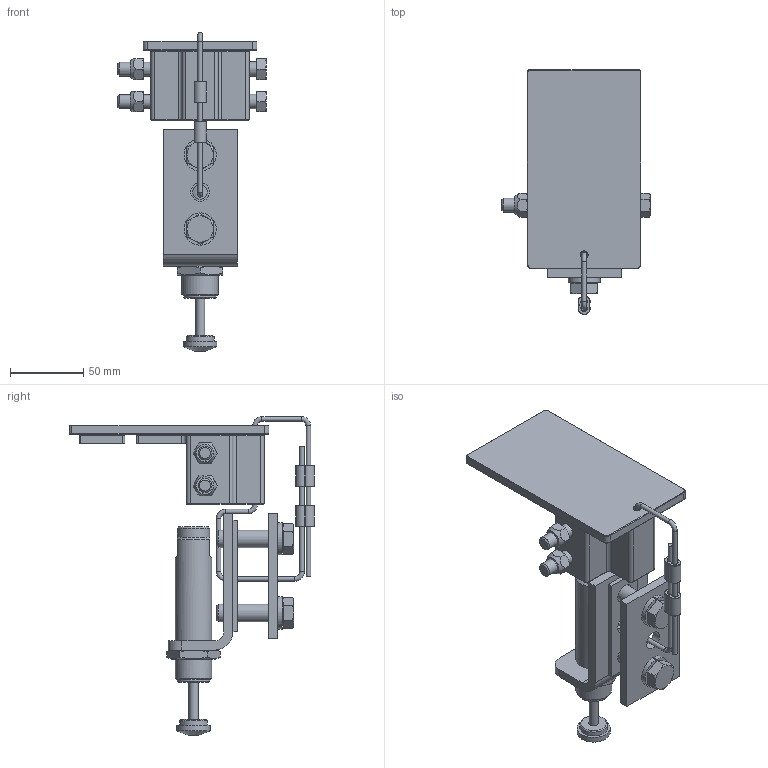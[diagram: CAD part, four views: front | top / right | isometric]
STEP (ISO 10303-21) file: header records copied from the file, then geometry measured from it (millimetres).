
FILE_DESCRIPTION((''),'2;1');
FILE_NAME('25134.stp','2011-03-08T08:32:00',('jholman'),(''),'Autodesk Inventor 2009','Autodesk Inventor 2009','');
FILE_SCHEMA(('AUTOMOTIVE_DESIGN { 1 0 10303 214 1 1 1 1 }'));
Length unit declared in the file: inch
Products named in the file (16): 3D11ZBG4D; 3D1146G4B; 3D1156G4C; 3D1183E4C; Hex Bolt - UNC (Regular Thread - Inch) 3/8-16 UNC - 3.75; Prevailing Torque Type Hex Nut - Inch (IFI) 3/8 - 16 Top Insert Type; 3D11Q5G4B; 3D11L5G4B; 3D11M5G4A; 3D11N5G4B; 3D11O5G4A; 3D11P5G4B; Regular Helical Spring Lock Washer (Inch) 1/2; Hex Cap Screw - Metric M12 x 45; 3D1126G4A; 3D11KKB4A
Assembly tree (20 placements, depth 5):
  3D11ZBG4D
    3D1146G4B
      3D1156G4C
        3D1183E4C
        Hex Bolt - UNC (Regular Thread - Inch) 3/8-16 UNC - 3.75  x2
        Prevailing Torque Type Hex Nut - Inch (IFI) 3/8 - 16 Top Insert Type  x2
      3D11Q5G4B
        3D11L5G4B
        3D11M5G4A
        3D11N5G4B
          3D11O5G4A
          3D11P5G4B
        Regular Helical Spring Lock Washer (Inch) 1/2  x2
        Hex Cap Screw - Metric M12 x 45  x2
      3D1126G4A
      3D11KKB4A  x2
Bounding box: 101.6 x 167.68 x 218.32 mm (x, y, z)
Volume: 356700.7 mm3; surface area: 102292.1 mm2
Topology: 16 solids, 16 shells, 464 faces, 1023 edges, 597 vertices
Faces by surface type: plane 153, cylinder 134, torus 73, cone 59, bspline 41, sphere 4
Full cylindrical faces by diameter (mm): 3.175 x7, 6.378 x1, 9.525 x2, 9.855 x2, 12 x2, 12.7 x3, 13.494 x3, 14.288 x2, 16.6 x2, 19.05 x1, 21.971 x1, 22.225 x1, 22.86 x1, 23.343 x1, 24.93 x1
Entity records: 11291 total; most frequent: CARTESIAN_POINT 3001, DIRECTION 1799, ORIENTED_EDGE 1470, AXIS2_PLACEMENT_3D 759, EDGE_CURVE 735, EDGE_LOOP 469, VERTEX_POINT 464, CIRCLE 390
